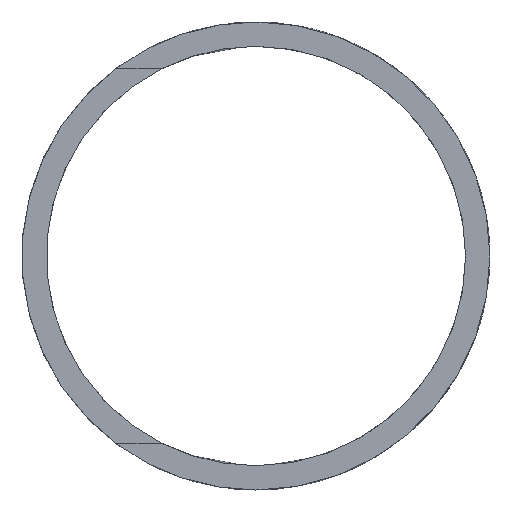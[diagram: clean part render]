
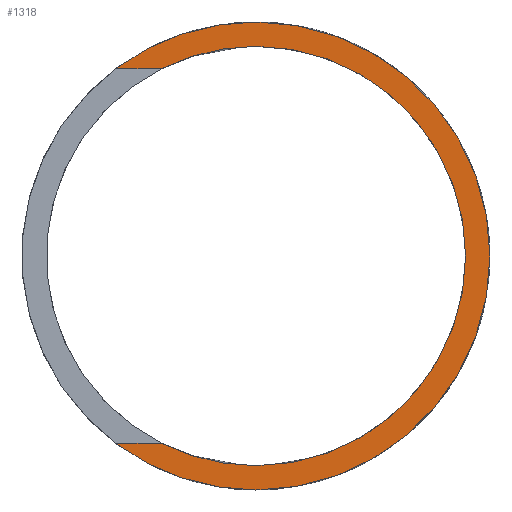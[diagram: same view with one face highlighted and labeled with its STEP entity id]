
A CAD part, front view. The second image highlights one B-rep face of the part: STEP entity #1318.
In plain terms, the highlighted planar face has unit normal (0, -1, 0).
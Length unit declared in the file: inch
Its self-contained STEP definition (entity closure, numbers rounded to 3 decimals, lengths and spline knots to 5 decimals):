
#2 = AXIS2_PLACEMENT_3D ( 'NONE', #1029, #1173, #1520 ) ;
#74 = CARTESIAN_POINT ( 'NONE',  ( 0., 0., -0.56 ) ) ;
#79 = CARTESIAN_POINT ( 'NONE',  ( -0.2, 0., -0.5 ) ) ;
#80 = AXIS2_PLACEMENT_3D ( 'NONE', #1368, #631, #1267 ) ;
#91 = VERTEX_POINT ( 'NONE', #1458 ) ;
#98 = CIRCLE ( 'NONE', #646, 0.56 ) ;
#147 = ORIENTED_EDGE ( 'NONE', *, *, #1531, .F. ) ;
#152 = EDGE_CURVE ( 'NONE', #917, #1456, #1427, .T. ) ;
#168 = ORIENTED_EDGE ( 'NONE', *, *, #893, .T. ) ;
#200 = LINE ( 'NONE', #698, #597 ) ;
#238 = CIRCLE ( 'NONE', #657, 0.625 ) ;
#258 = CARTESIAN_POINT ( 'NONE',  ( 0., 0., 0. ) ) ;
#262 = DIRECTION ( 'NONE',  ( 0., 0., -1. ) ) ;
#267 = CARTESIAN_POINT ( 'NONE',  ( 0., 0., -0.625 ) ) ;
#302 = ORIENTED_EDGE ( 'NONE', *, *, #152, .F. ) ;
#322 = EDGE_CURVE ( 'NONE', #91, #1059, #678, .T. ) ;
#332 = ORIENTED_EDGE ( 'NONE', *, *, #873, .F. ) ;
#397 = CARTESIAN_POINT ( 'NONE',  ( 0., 0., 0.625 ) ) ;
#424 = CIRCLE ( 'NONE', #1417, 0.625 ) ;
#461 = VERTEX_POINT ( 'NONE', #1212 ) ;
#463 = AXIS2_PLACEMENT_3D ( 'NONE', #1490, #1238, #879 ) ;
#597 = VECTOR ( 'NONE', #1209, 39.37008 ) ;
#601 = DIRECTION ( 'NONE',  ( 0., 0., -1. ) ) ;
#631 = DIRECTION ( 'NONE',  ( 0., 1., 0. ) ) ;
#646 = AXIS2_PLACEMENT_3D ( 'NONE', #258, #866, #1111 ) ;
#657 = AXIS2_PLACEMENT_3D ( 'NONE', #1384, #744, #262 ) ;
#678 = CIRCLE ( 'NONE', #2, 0.56 ) ;
#698 = CARTESIAN_POINT ( 'NONE',  ( -0.2, 0., 0.5 ) ) ;
#719 = CARTESIAN_POINT ( 'NONE',  ( 0., 0., 0. ) ) ;
#744 = DIRECTION ( 'NONE',  ( 0., 1., 0. ) ) ;
#749 = EDGE_LOOP ( 'NONE', ( #1381, #1227, #302, #332, #147, #1258, #1241, #168 ) ) ;
#759 = PLANE ( 'NONE',  #80 ) ;
#814 = LINE ( 'NONE', #79, #1018 ) ;
#819 = CARTESIAN_POINT ( 'NONE',  ( 0., 0., 0. ) ) ;
#866 = DIRECTION ( 'NONE',  ( 0., 1., 0. ) ) ;
#873 = EDGE_CURVE ( 'NONE', #1107, #917, #238, .T. ) ;
#879 = DIRECTION ( 'NONE',  ( 0., 0., 1. ) ) ;
#893 = EDGE_CURVE ( 'NONE', #1059, #1364, #1168, .T. ) ;
#917 = VERTEX_POINT ( 'NONE', #397 ) ;
#922 = DIRECTION ( 'NONE',  ( 0., 0., -1. ) ) ;
#1011 = AXIS2_PLACEMENT_3D ( 'NONE', #819, #1071, #922 ) ;
#1018 = VECTOR ( 'NONE', #1064, 39.37008 ) ;
#1029 = CARTESIAN_POINT ( 'NONE',  ( 0., 0., 0. ) ) ;
#1059 = VERTEX_POINT ( 'NONE', #74 ) ;
#1064 = DIRECTION ( 'NONE',  ( -1., 0., 0. ) ) ;
#1071 = DIRECTION ( 'NONE',  ( 0., 1., 0. ) ) ;
#1085 = DIRECTION ( 'NONE',  ( 0., 1., 0. ) ) ;
#1107 = VERTEX_POINT ( 'NONE', #1211 ) ;
#1111 = DIRECTION ( 'NONE',  ( 0., 0., 1. ) ) ;
#1125 = FACE_OUTER_BOUND ( 'NONE', #749, .T. ) ;
#1129 = EDGE_CURVE ( 'NONE', #1456, #1565, #424, .T. ) ;
#1168 = CIRCLE ( 'NONE', #463, 0.56 ) ;
#1173 = DIRECTION ( 'NONE',  ( 0., 1., 0. ) ) ;
#1209 = DIRECTION ( 'NONE',  ( -1., 0., 0. ) ) ;
#1211 = CARTESIAN_POINT ( 'NONE',  ( -0.375, 0., 0.5 ) ) ;
#1212 = CARTESIAN_POINT ( 'NONE',  ( -0.25219, 0., 0.5 ) ) ;
#1227 = ORIENTED_EDGE ( 'NONE', *, *, #1129, .F. ) ;
#1238 = DIRECTION ( 'NONE',  ( 0., 1., 0. ) ) ;
#1241 = ORIENTED_EDGE ( 'NONE', *, *, #322, .T. ) ;
#1258 = ORIENTED_EDGE ( 'NONE', *, *, #1350, .T. ) ;
#1267 = DIRECTION ( 'NONE',  ( 0., 0., 1. ) ) ;
#1318 = ADVANCED_FACE ( 'NONE', ( #1125 ), #759, .F. ) ;
#1350 = EDGE_CURVE ( 'NONE', #461, #91, #98, .T. ) ;
#1364 = VERTEX_POINT ( 'NONE', #1597 ) ;
#1368 = CARTESIAN_POINT ( 'NONE',  ( 0., 0., 0. ) ) ;
#1381 = ORIENTED_EDGE ( 'NONE', *, *, #1556, .T. ) ;
#1384 = CARTESIAN_POINT ( 'NONE',  ( 0., 0., 0. ) ) ;
#1417 = AXIS2_PLACEMENT_3D ( 'NONE', #719, #1085, #601 ) ;
#1427 = CIRCLE ( 'NONE', #1011, 0.625 ) ;
#1456 = VERTEX_POINT ( 'NONE', #267 ) ;
#1458 = CARTESIAN_POINT ( 'NONE',  ( 0., 0., 0.56 ) ) ;
#1490 = CARTESIAN_POINT ( 'NONE',  ( 0., 0., 0. ) ) ;
#1520 = DIRECTION ( 'NONE',  ( 0., 0., 1. ) ) ;
#1531 = EDGE_CURVE ( 'NONE', #461, #1107, #200, .T. ) ;
#1556 = EDGE_CURVE ( 'NONE', #1364, #1565, #814, .T. ) ;
#1565 = VERTEX_POINT ( 'NONE', #1579 ) ;
#1579 = CARTESIAN_POINT ( 'NONE',  ( -0.375, 0., -0.5 ) ) ;
#1597 = CARTESIAN_POINT ( 'NONE',  ( -0.25219, 0., -0.5 ) ) ;
